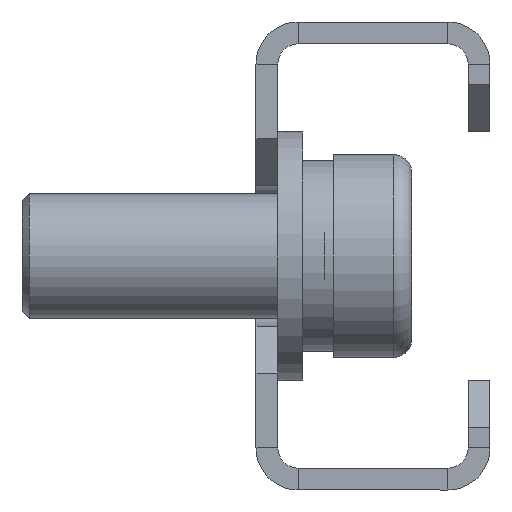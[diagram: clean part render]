
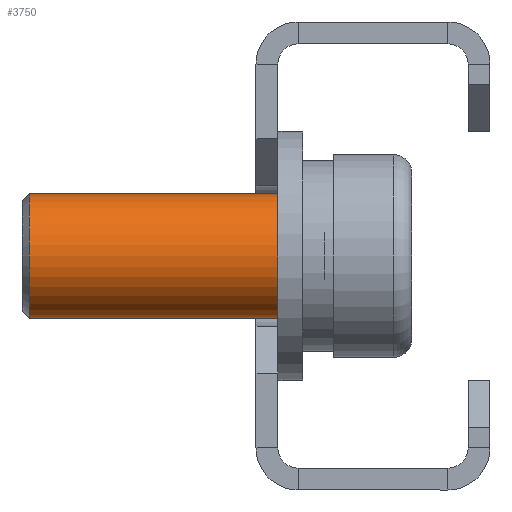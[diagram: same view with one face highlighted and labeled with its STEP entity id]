
A CAD part, left-side view. The second image highlights one B-rep face of the part: STEP entity #3750.
In plain terms, the highlighted cylindrical face has radius 4 mm (diameter 8 mm), a partial arc.
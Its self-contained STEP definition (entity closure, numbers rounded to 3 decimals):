
#19 = ORIENTED_EDGE ( 'NONE', *, *, #379, .T. ) ;
#112 = VERTEX_POINT ( 'NONE', #4432 ) ;
#122 = VECTOR ( 'NONE', #5017, 1000. ) ;
#359 = CYLINDRICAL_SURFACE ( 'NONE', #5138, 4. ) ;
#379 = EDGE_CURVE ( '������14', #112, #5276, #3829, .T. ) ;
#512 = CARTESIAN_POINT ( 'NONE',  ( 24.537, 0., -4. ) ) ;
#1200 = CIRCLE ( 'NONE', #2064, 4. ) ;
#1378 = ORIENTED_EDGE ( 'NONE', *, *, #4224, .T. ) ;
#2019 = VECTOR ( 'NONE', #5923, 1000. ) ;
#2035 = VERTEX_POINT ( 'NONE', #512 ) ;
#2064 = AXIS2_PLACEMENT_3D ( 'NONE', #6547, #2682, #3231 ) ;
#2067 = CARTESIAN_POINT ( 'NONE',  ( -31.75, 0., -4. ) ) ;
#2173 = EDGE_CURVE ( 'NONE', #6218, #5276, #5151, .T. ) ;
#2216 = ORIENTED_EDGE ( 'NONE', *, *, #5573, .T. ) ;
#2660 = DIRECTION ( 'NONE',  ( 0., 0., 1. ) ) ;
#2682 = DIRECTION ( 'NONE',  ( -1., 0., 0. ) ) ;
#2955 = EDGE_LOOP ( 'NONE', ( #2216, #1378, #19, #4242 ) ) ;
#3010 = CARTESIAN_POINT ( 'NONE',  ( 5.6, 0., 4. ) ) ;
#3189 = DIRECTION ( 'NONE',  ( -1., 0., 0. ) ) ;
#3231 = DIRECTION ( 'NONE',  ( 0., 0., 1. ) ) ;
#3387 = CARTESIAN_POINT ( 'NONE',  ( -31.75, 0., 4. ) ) ;
#3415 = DIRECTION ( 'NONE',  ( 0., 0., -1. ) ) ;
#3444 = AXIS2_PLACEMENT_3D ( 'NONE', #6159, #5626, #3415 ) ;
#3651 = LINE ( 'NONE', #2067, #2019 ) ;
#3750 = ADVANCED_FACE ( '�����3', ( #4608 ), #359, .T. ) ;
#3829 = CIRCLE ( 'NONE', #3444, 4. ) ;
#4224 = EDGE_CURVE ( 'NONE', #2035, #112, #3651, .T. ) ;
#4242 = ORIENTED_EDGE ( 'NONE', *, *, #2173, .F. ) ;
#4432 = CARTESIAN_POINT ( 'NONE',  ( 5.6, 0., -4. ) ) ;
#4608 = FACE_OUTER_BOUND ( 'NONE', #2955, .T. ) ;
#5017 = DIRECTION ( 'NONE',  ( -1., 0., 0. ) ) ;
#5138 = AXIS2_PLACEMENT_3D ( 'NONE', #5934, #3189, #2660 ) ;
#5151 = LINE ( 'NONE', #3387, #122 ) ;
#5276 = VERTEX_POINT ( 'NONE', #3010 ) ;
#5573 = EDGE_CURVE ( '������7', #6218, #2035, #1200, .T. ) ;
#5626 = DIRECTION ( 'NONE',  ( 1., 0., 0. ) ) ;
#5923 = DIRECTION ( 'NONE',  ( -1., 0., 0. ) ) ;
#5934 = CARTESIAN_POINT ( 'NONE',  ( -31.75, 0., 0. ) ) ;
#6159 = CARTESIAN_POINT ( 'NONE',  ( 5.6, 0., 0. ) ) ;
#6218 = VERTEX_POINT ( 'NONE', #6257 ) ;
#6257 = CARTESIAN_POINT ( 'NONE',  ( 24.537, 0., 4. ) ) ;
#6547 = CARTESIAN_POINT ( 'NONE',  ( 24.537, 0., 0. ) ) ;
